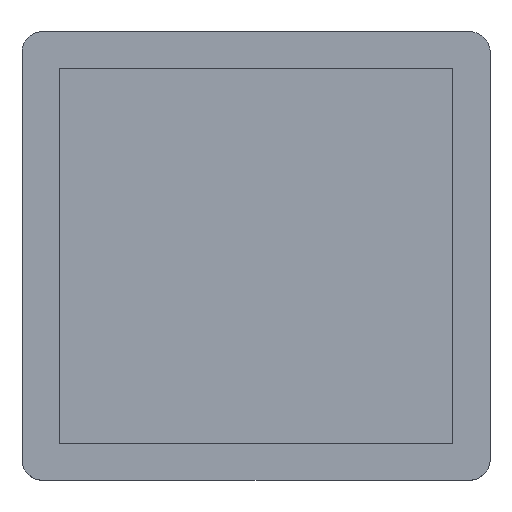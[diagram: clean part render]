
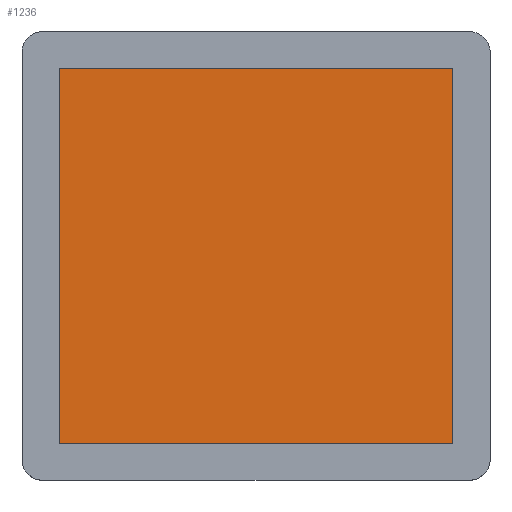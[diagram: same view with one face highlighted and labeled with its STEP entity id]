
A CAD part, top view. The second image highlights one B-rep face of the part: STEP entity #1236.
In plain terms, the highlighted planar face has unit normal (0, 0, 1).
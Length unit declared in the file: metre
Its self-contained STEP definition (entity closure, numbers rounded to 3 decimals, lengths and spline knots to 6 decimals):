
#34=LINE('',#1807,#173);
#35=LINE('',#1812,#174);
#36=LINE('',#1816,#175);
#37=LINE('',#1820,#176);
#38=LINE('',#1823,#177);
#39=LINE('',#1826,#178);
#40=LINE('',#1828,#179);
#41=LINE('',#1830,#180);
#42=LINE('',#1831,#181);
#43=LINE('',#1834,#182);
#44=LINE('',#1836,#183);
#45=LINE('',#1838,#184);
#46=LINE('',#1839,#185);
#47=LINE('',#1842,#186);
#48=LINE('',#1844,#187);
#49=LINE('',#1846,#188);
#173=VECTOR('',#1452,1.);
#174=VECTOR('',#1455,1.);
#175=VECTOR('',#1458,1.);
#176=VECTOR('',#1461,1.);
#177=VECTOR('',#1464,1.);
#178=VECTOR('',#1465,1.);
#179=VECTOR('',#1466,1.);
#180=VECTOR('',#1467,1.);
#181=VECTOR('',#1468,1.);
#182=VECTOR('',#1469,1.);
#183=VECTOR('',#1470,1.);
#184=VECTOR('',#1471,1.);
#185=VECTOR('',#1472,1.);
#186=VECTOR('',#1473,1.);
#187=VECTOR('',#1474,1.);
#188=VECTOR('',#1475,1.);
#312=ORIENTED_EDGE('',*,*,#662,.T.);
#313=ORIENTED_EDGE('',*,*,#663,.T.);
#314=ORIENTED_EDGE('',*,*,#664,.T.);
#315=ORIENTED_EDGE('',*,*,#665,.T.);
#316=ORIENTED_EDGE('',*,*,#666,.T.);
#317=ORIENTED_EDGE('',*,*,#667,.T.);
#318=ORIENTED_EDGE('',*,*,#668,.F.);
#319=ORIENTED_EDGE('',*,*,#669,.T.);
#320=ORIENTED_EDGE('',*,*,#670,.F.);
#321=ORIENTED_EDGE('',*,*,#671,.T.);
#322=ORIENTED_EDGE('',*,*,#672,.T.);
#323=ORIENTED_EDGE('',*,*,#673,.T.);
#324=ORIENTED_EDGE('',*,*,#674,.F.);
#325=ORIENTED_EDGE('',*,*,#675,.F.);
#326=ORIENTED_EDGE('',*,*,#676,.T.);
#327=ORIENTED_EDGE('',*,*,#677,.T.);
#328=ORIENTED_EDGE('',*,*,#678,.T.);
#329=ORIENTED_EDGE('',*,*,#679,.T.);
#330=ORIENTED_EDGE('',*,*,#680,.F.);
#331=ORIENTED_EDGE('',*,*,#681,.F.);
#332=ORIENTED_EDGE('',*,*,#682,.T.);
#333=ORIENTED_EDGE('',*,*,#683,.F.);
#334=ORIENTED_EDGE('',*,*,#684,.F.);
#335=ORIENTED_EDGE('',*,*,#685,.T.);
#662=EDGE_CURVE('',#837,#837,#959,.T.);
#663=EDGE_CURVE('',#838,#838,#960,.T.);
#664=EDGE_CURVE('',#839,#839,#961,.T.);
#665=EDGE_CURVE('',#840,#840,#962,.T.);
#666=EDGE_CURVE('',#841,#842,#34,.T.);
#667=EDGE_CURVE('',#842,#843,#963,.T.);
#668=EDGE_CURVE('',#844,#843,#35,.T.);
#669=EDGE_CURVE('',#844,#845,#964,.T.);
#670=EDGE_CURVE('',#846,#845,#36,.T.);
#671=EDGE_CURVE('',#846,#847,#965,.T.);
#672=EDGE_CURVE('',#847,#848,#37,.T.);
#673=EDGE_CURVE('',#848,#841,#966,.T.);
#674=EDGE_CURVE('',#849,#850,#38,.T.);
#675=EDGE_CURVE('',#851,#849,#39,.T.);
#676=EDGE_CURVE('',#851,#852,#40,.T.);
#677=EDGE_CURVE('',#852,#850,#41,.T.);
#678=EDGE_CURVE('',#853,#854,#42,.T.);
#679=EDGE_CURVE('',#854,#855,#43,.F.);
#680=EDGE_CURVE('',#856,#855,#44,.F.);
#681=EDGE_CURVE('',#853,#856,#45,.F.);
#682=EDGE_CURVE('',#857,#858,#46,.T.);
#683=EDGE_CURVE('',#859,#858,#47,.F.);
#684=EDGE_CURVE('',#860,#859,#48,.F.);
#685=EDGE_CURVE('',#860,#857,#49,.F.);
#837=VERTEX_POINT('',#1800);
#838=VERTEX_POINT('',#1802);
#839=VERTEX_POINT('',#1804);
#840=VERTEX_POINT('',#1806);
#841=VERTEX_POINT('',#1808);
#842=VERTEX_POINT('',#1809);
#843=VERTEX_POINT('',#1811);
#844=VERTEX_POINT('',#1813);
#845=VERTEX_POINT('',#1815);
#846=VERTEX_POINT('',#1817);
#847=VERTEX_POINT('',#1819);
#848=VERTEX_POINT('',#1821);
#849=VERTEX_POINT('',#1824);
#850=VERTEX_POINT('',#1825);
#851=VERTEX_POINT('',#1827);
#852=VERTEX_POINT('',#1829);
#853=VERTEX_POINT('',#1832);
#854=VERTEX_POINT('',#1833);
#855=VERTEX_POINT('',#1835);
#856=VERTEX_POINT('',#1837);
#857=VERTEX_POINT('',#1840);
#858=VERTEX_POINT('',#1841);
#859=VERTEX_POINT('',#1843);
#860=VERTEX_POINT('',#1845);
#959=CIRCLE('',#1333,0.0015);
#960=CIRCLE('',#1334,0.0015);
#961=CIRCLE('',#1335,0.0015);
#962=CIRCLE('',#1336,0.0015);
#963=CIRCLE('',#1337,0.0045);
#964=CIRCLE('',#1338,0.0045);
#965=CIRCLE('',#1339,0.0045);
#966=CIRCLE('',#1340,0.0045);
#991=EDGE_LOOP('',(#312));
#992=EDGE_LOOP('',(#313));
#993=EDGE_LOOP('',(#314));
#994=EDGE_LOOP('',(#315));
#995=EDGE_LOOP('',(#316,#317,#318,#319,#320,#321,#322,#323));
#996=EDGE_LOOP('',(#324,#325,#326,#327));
#997=EDGE_LOOP('',(#328,#329,#330,#331));
#998=EDGE_LOOP('',(#332,#333,#334,#335));
#1086=FACE_BOUND('',#991,.T.);
#1087=FACE_BOUND('',#992,.T.);
#1088=FACE_BOUND('',#993,.T.);
#1089=FACE_BOUND('',#994,.T.);
#1090=FACE_BOUND('',#995,.T.);
#1091=FACE_BOUND('',#996,.T.);
#1092=FACE_BOUND('',#997,.T.);
#1093=FACE_BOUND('',#998,.T.);
#1181=PLANE('',#1332);
#1236=ADVANCED_FACE('',(#1086,#1087,#1088,#1089,#1090,#1091,#1092,#1093),
#1181,.F.);
#1332=AXIS2_PLACEMENT_3D('',#1798,#1442,#1443);
#1333=AXIS2_PLACEMENT_3D('',#1799,#1444,#1445);
#1334=AXIS2_PLACEMENT_3D('',#1801,#1446,#1447);
#1335=AXIS2_PLACEMENT_3D('',#1803,#1448,#1449);
#1336=AXIS2_PLACEMENT_3D('',#1805,#1450,#1451);
#1337=AXIS2_PLACEMENT_3D('',#1810,#1453,#1454);
#1338=AXIS2_PLACEMENT_3D('',#1814,#1456,#1457);
#1339=AXIS2_PLACEMENT_3D('',#1818,#1459,#1460);
#1340=AXIS2_PLACEMENT_3D('',#1822,#1462,#1463);
#1442=DIRECTION('',(0.,0.,-1.));
#1443=DIRECTION('',(1.,0.,0.));
#1444=DIRECTION('',(0.,0.,-1.));
#1445=DIRECTION('',(-1.,0.,0.));
#1446=DIRECTION('',(0.,0.,-1.));
#1447=DIRECTION('',(-1.,0.,0.));
#1448=DIRECTION('',(0.,0.,-1.));
#1449=DIRECTION('',(-1.,0.,0.));
#1450=DIRECTION('',(0.,0.,-1.));
#1451=DIRECTION('',(-1.,0.,0.));
#1452=DIRECTION('',(1.,0.,0.));
#1453=DIRECTION('',(0.,0.,1.));
#1454=DIRECTION('',(1.,0.,0.));
#1455=DIRECTION('',(0.,-1.,0.));
#1456=DIRECTION('',(0.,0.,1.));
#1457=DIRECTION('',(1.,0.,0.));
#1458=DIRECTION('',(1.,0.,0.));
#1459=DIRECTION('',(0.,0.,1.));
#1460=DIRECTION('',(1.,0.,0.));
#1461=DIRECTION('',(0.,-1.,0.));
#1462=DIRECTION('',(0.,0.,1.));
#1463=DIRECTION('',(1.,0.,0.));
#1464=DIRECTION('',(0.,1.,0.));
#1465=DIRECTION('',(1.,0.,0.));
#1466=DIRECTION('',(0.,1.,0.));
#1467=DIRECTION('',(1.,0.,0.));
#1468=DIRECTION('',(0.,-1.,0.));
#1469=DIRECTION('',(1.,0.,0.));
#1470=DIRECTION('',(0.,1.,0.));
#1471=DIRECTION('',(1.,0.,0.));
#1472=DIRECTION('',(-1.,0.,0.));
#1473=DIRECTION('',(0.,1.,0.));
#1474=DIRECTION('',(1.,0.,0.));
#1475=DIRECTION('',(0.,1.,0.));
#1798=CARTESIAN_POINT('',(-0.005459,0.002442,-0.012));
#1799=CARTESIAN_POINT('',(0.040619,0.046393,-0.012));
#1800=CARTESIAN_POINT('',(0.039119,0.046393,-0.012));
#1801=CARTESIAN_POINT('',(-0.051537,-0.041508,-0.012));
#1802=CARTESIAN_POINT('',(-0.053037,-0.041508,-0.012));
#1803=CARTESIAN_POINT('',(0.040619,-0.041508,-0.012));
#1804=CARTESIAN_POINT('',(0.039119,-0.041508,-0.012));
#1805=CARTESIAN_POINT('',(-0.051537,0.046393,-0.012));
#1806=CARTESIAN_POINT('',(-0.053037,0.046393,-0.012));
#1807=CARTESIAN_POINT('',(-0.051537,-0.046008,-0.012));
#1808=CARTESIAN_POINT('',(-0.051565,-0.046008,-0.012));
#1809=CARTESIAN_POINT('',(0.040646,-0.046008,-0.012));
#1810=CARTESIAN_POINT('',(0.040619,-0.041508,-0.012));
#1811=CARTESIAN_POINT('',(0.045091,-0.042008,-0.012));
#1812=CARTESIAN_POINT('',(0.045091,0.002442,-0.012));
#1813=CARTESIAN_POINT('',(0.045091,0.046892,-0.012));
#1814=CARTESIAN_POINT('',(0.040619,0.046393,-0.012));
#1815=CARTESIAN_POINT('',(0.040646,0.050892,-0.012));
#1816=CARTESIAN_POINT('',(-0.025909,0.050892,-0.012));
#1817=CARTESIAN_POINT('',(-0.051565,0.050892,-0.012));
#1818=CARTESIAN_POINT('',(-0.051537,0.046393,-0.012));
#1819=CARTESIAN_POINT('',(-0.056009,0.046892,-0.012));
#1820=CARTESIAN_POINT('',(-0.056009,0.002442,-0.012));
#1821=CARTESIAN_POINT('',(-0.056009,-0.042008,-0.012));
#1822=CARTESIAN_POINT('',(-0.051537,-0.041508,-0.012));
#1823=CARTESIAN_POINT('',(0.031371,0.045392,-0.012));
#1824=CARTESIAN_POINT('',(0.031371,0.043092,-0.012));
#1825=CARTESIAN_POINT('',(0.031371,0.048692,-0.012));
#1826=CARTESIAN_POINT('',(-0.024759,0.043092,-0.012));
#1827=CARTESIAN_POINT('',(-0.024909,0.043092,-0.012));
#1828=CARTESIAN_POINT('',(-0.024909,0.045892,-0.012));
#1829=CARTESIAN_POINT('',(-0.024909,0.048692,-0.012));
#1830=CARTESIAN_POINT('',(-0.024759,0.048692,-0.012));
#1831=CARTESIAN_POINT('',(0.042891,0.002442,-0.012));
#1832=CARTESIAN_POINT('',(0.042891,0.036692,-0.012));
#1833=CARTESIAN_POINT('',(0.042891,-0.031808,-0.012));
#1834=CARTESIAN_POINT('',(0.039591,-0.031808,-0.012));
#1835=CARTESIAN_POINT('',(0.037291,-0.031808,-0.012));
#1836=CARTESIAN_POINT('',(0.037291,0.002442,-0.012));
#1837=CARTESIAN_POINT('',(0.037291,0.036692,-0.012));
#1838=CARTESIAN_POINT('',(0.039591,0.036692,-0.012));
#1839=CARTESIAN_POINT('',(-0.007959,-0.043808,-0.012));
#1840=CARTESIAN_POINT('',(0.030891,-0.043808,-0.012));
#1841=CARTESIAN_POINT('',(-0.046809,-0.043808,-0.012));
#1842=CARTESIAN_POINT('',(-0.046809,-0.041008,-0.012));
#1843=CARTESIAN_POINT('',(-0.046809,-0.038208,-0.012));
#1844=CARTESIAN_POINT('',(-0.046509,-0.038208,-0.012));
#1845=CARTESIAN_POINT('',(0.030891,-0.038208,-0.012));
#1846=CARTESIAN_POINT('',(0.030891,-0.043508,-0.012));
